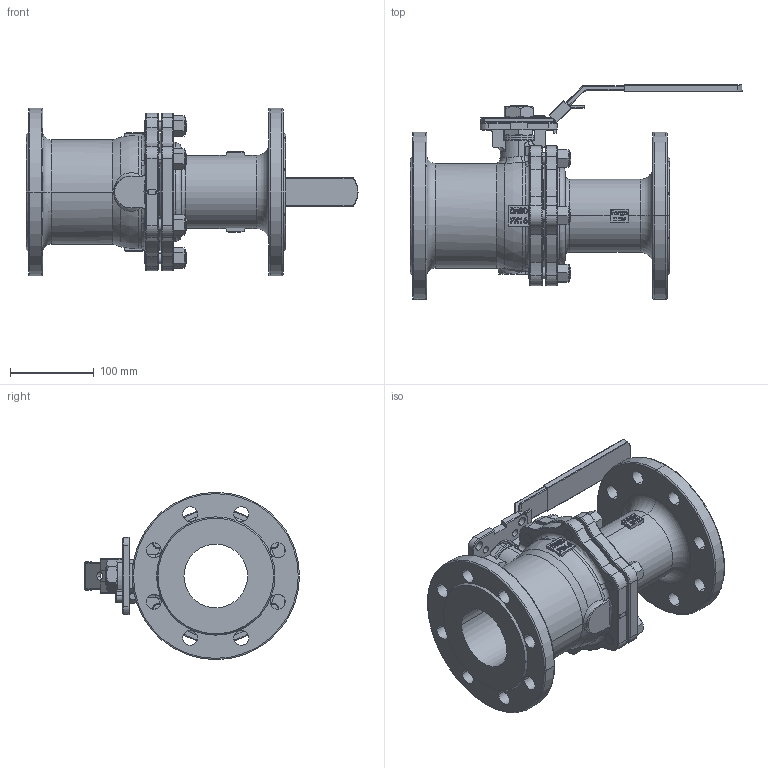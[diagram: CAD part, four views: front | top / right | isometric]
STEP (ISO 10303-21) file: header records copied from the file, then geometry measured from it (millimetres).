
FILE_DESCRIPTION (( 'STEP AP214' ), '1' );
FILE_NAME ('KH155-F1-Kugelhahn-DN80-PN16-Handhebel-Fergo.STEP', '2022-10-10T10:16:52', ( '' ), ( '' ), 'SwSTEP 2.0', 'SolidWorks 2022', '' );
FILE_SCHEMA (( 'AUTOMOTIVE_DESIGN' ));
Length unit declared in the file: millimetre
Products named in the file (1): KH155-F1-Kugelhahn-DN80-PN16-Handhebel-Fergo
Bounding box: 396.54 x 256.85 x 200 mm (x, y, z)
Volume: 3050554.8 mm3; surface area: 475297.3 mm2
Topology: 25 solids, 25 shells, 1603 faces, 4014 edges, 2497 vertices
Faces by surface type: plane 675, cylinder 317, bspline 235, cone 194, torus 161, sphere 21
Entity records: 76190 total; most frequent: CARTESIAN_POINT 26042, ORIENTED_EDGE 7986, DIRECTION 6902, EDGE_CURVE 3993, AXIS2_PLACEMENT_3D 2539, VERTEX_POINT 2497, LINE 1824, VECTOR 1824
